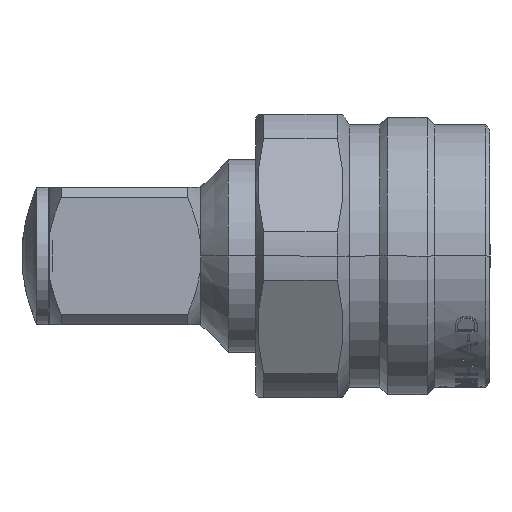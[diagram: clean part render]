
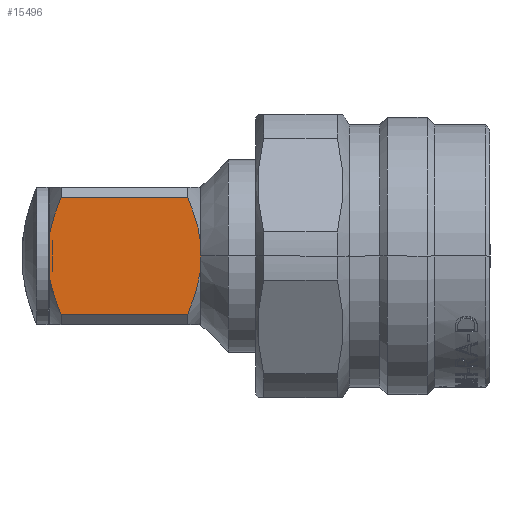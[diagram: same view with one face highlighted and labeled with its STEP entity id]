
A CAD part, left-side view. The second image highlights one B-rep face of the part: STEP entity #15496.
In plain terms, the highlighted planar face has unit normal (-1, 0, 0).
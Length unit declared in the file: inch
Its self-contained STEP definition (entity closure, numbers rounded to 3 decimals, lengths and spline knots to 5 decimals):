
#527 = EDGE_CURVE ( 'NONE', #34727, #6697, #8659, .T. ) ;
#990 = AXIS2_PLACEMENT_3D ( 'NONE', #12977, #48031, #12465 ) ;
#1938 = CARTESIAN_POINT ( 'NONE',  ( -0.19708, -0.82724, -0.04996 ) ) ;
#2981 = VERTEX_POINT ( 'NONE', #46233 ) ;
#3008 = CARTESIAN_POINT ( 'NONE',  ( -0.19708, -0.82583, 0.0128 ) ) ;
#3181 = CARTESIAN_POINT ( 'NONE',  ( -0.19708, -0.85467, 0.14634 ) ) ;
#4427 = FACE_OUTER_BOUND ( 'NONE', #7708, .T. ) ;
#4515 = CARTESIAN_POINT ( 'NONE',  ( -0.19708, -0.82583, 0.19685 ) ) ;
#4784 = CARTESIAN_POINT ( 'NONE',  ( -0.19708, -1.21137, -0.16685 ) ) ;
#4951 = CARTESIAN_POINT ( 'NONE',  ( -0.19708, -1.22466, 0.16685 ) ) ;
#5095 = DIRECTION ( 'NONE',  ( 0., 0., -1. ) ) ;
#5631 = VERTEX_POINT ( 'NONE', #42306 ) ;
#6379 = EDGE_CURVE ( 'NONE', #6697, #38089, #47118, .T. ) ;
#6697 = VERTEX_POINT ( 'NONE', #37088 ) ;
#7043 = VECTOR ( 'NONE', #25286, 39.37008 ) ;
#7235 = VECTOR ( 'NONE', #25870, 39.37008 ) ;
#7708 = EDGE_LOOP ( 'NONE', ( #35977, #11998, #51203, #46052, #43535, #14265, #33433, #45996, #34381, #19954 ) ) ;
#7897 = B_SPLINE_CURVE_WITH_KNOTS ( 'NONE', 3,
 ( #44515, #1938, #16970, #17743, #32820, #13876, #48680, #42399 ),
 .UNSPECIFIED., .F., .F.,
 ( 4, 2, 2, 4 ),
 ( 0.01311, 0.01397, 0.01482, 0.01652 ),
 .UNSPECIFIED. ) ;
#7999 = DIRECTION ( 'NONE',  ( 0., 0., -1. ) ) ;
#8385 = CARTESIAN_POINT ( 'NONE',  ( -0.19708, -0.82583, 0.03881 ) ) ;
#8659 = LINE ( 'NONE', #4784, #38136 ) ;
#8916 = DIRECTION ( 'NONE',  ( 0., -1., 0. ) ) ;
#9759 = CARTESIAN_POINT ( 'NONE',  ( -0.19708, -0.82583, 0.19685 ) ) ;
#10843 = EDGE_CURVE ( 'NONE', #41422, #36250, #16301, .T. ) ;
#11554 = VERTEX_POINT ( 'NONE', #8385 ) ;
#11998 = ORIENTED_EDGE ( 'NONE', *, *, #527, .T. ) ;
#12465 = DIRECTION ( 'NONE',  ( 0., 1., 0. ) ) ;
#12759 = B_SPLINE_CURVE_WITH_KNOTS ( 'NONE', 3,
 ( #42609, #14579, #22363, #26504, #43121, #14837 ),
 .UNSPECIFIED., .F., .F.,
 ( 4, 2, 4 ),
 ( 0.01362, 0.01507, 0.01652 ),
 .UNSPECIFIED. ) ;
#12977 = CARTESIAN_POINT ( 'NONE',  ( -0.19708, -1.259, 0.19685 ) ) ;
#13876 = CARTESIAN_POINT ( 'NONE',  ( -0.19708, -0.84677, -0.1255 ) ) ;
#14265 = ORIENTED_EDGE ( 'NONE', *, *, #10843, .T. ) ;
#14579 = CARTESIAN_POINT ( 'NONE',  ( -0.19708, -1.25549, 0.07766 ) ) ;
#14837 = CARTESIAN_POINT ( 'NONE',  ( -0.19708, -1.22466, 0.16685 ) ) ;
#15496 = ADVANCED_FACE ( 'NONE', ( #4427 ), #32681, .F. ) ;
#15925 = CARTESIAN_POINT ( 'NONE',  ( -0.19708, -1.259, -0.05895 ) ) ;
#16301 = LINE ( 'NONE', #32140, #7235 ) ;
#16970 = CARTESIAN_POINT ( 'NONE',  ( -0.19708, -0.82924, -0.06106 ) ) ;
#17329 = VERTEX_POINT ( 'NONE', #18637 ) ;
#17743 = CARTESIAN_POINT ( 'NONE',  ( -0.19708, -0.83412, -0.08286 ) ) ;
#18449 = CARTESIAN_POINT ( 'NONE',  ( -0.19708, -0.86334, 0.16685 ) ) ;
#18637 = CARTESIAN_POINT ( 'NONE',  ( -0.19708, -0.82583, -0.03881 ) ) ;
#19487 = CARTESIAN_POINT ( 'NONE',  ( -0.19708, -0.82583, 0.03881 ) ) ;
#19577 = CARTESIAN_POINT ( 'NONE',  ( -0.19708, -1.25725, -0.06828 ) ) ;
#19954 = ORIENTED_EDGE ( 'NONE', *, *, #43756, .T. ) ;
#22363 = CARTESIAN_POINT ( 'NONE',  ( -0.19708, -1.25055, 0.0959 ) ) ;
#25286 = DIRECTION ( 'NONE',  ( 0., 0., -1. ) ) ;
#25870 = DIRECTION ( 'NONE',  ( 0., 1., 0. ) ) ;
#25928 = CARTESIAN_POINT ( 'NONE',  ( -0.19708, -0.86334, -0.16685 ) ) ;
#26267 = CARTESIAN_POINT ( 'NONE',  ( -0.19708, -0.84678, 0.12553 ) ) ;
#26504 = CARTESIAN_POINT ( 'NONE',  ( -0.19708, -1.23882, 0.13178 ) ) ;
#26752 = CARTESIAN_POINT ( 'NONE',  ( -0.19708, -0.82862, 0.06086 ) ) ;
#27279 = CARTESIAN_POINT ( 'NONE',  ( -0.19708, -0.83375, 0.08291 ) ) ;
#27708 = LINE ( 'NONE', #43553, #33520 ) ;
#28690 = CARTESIAN_POINT ( 'NONE',  ( -0.19708, -1.259, -0.05895 ) ) ;
#30737 = CARTESIAN_POINT ( 'NONE',  ( -0.19708, -1.25512, -0.07758 ) ) ;
#30998 = CARTESIAN_POINT ( 'NONE',  ( -0.19708, -1.24759, -0.10496 ) ) ;
#32140 = CARTESIAN_POINT ( 'NONE',  ( -0.19708, -1.259, 0.16685 ) ) ;
#32681 = PLANE ( 'NONE',  #990 ) ;
#32820 = CARTESIAN_POINT ( 'NONE',  ( -0.19708, -0.83702, -0.0936 ) ) ;
#33433 = ORIENTED_EDGE ( 'NONE', *, *, #50575, .T. ) ;
#33520 = VECTOR ( 'NONE', #7999, 39.37008 ) ;
#34381 = ORIENTED_EDGE ( 'NONE', *, *, #49505, .T. ) ;
#34727 = VERTEX_POINT ( 'NONE', #25928 ) ;
#35977 = ORIENTED_EDGE ( 'NONE', *, *, #37125, .T. ) ;
#36250 = VERTEX_POINT ( 'NONE', #41566 ) ;
#36629 = EDGE_CURVE ( 'NONE', #11554, #46157, #27708, .T. ) ;
#37088 = CARTESIAN_POINT ( 'NONE',  ( -0.19708, -1.22466, -0.16685 ) ) ;
#37124 = EDGE_CURVE ( 'NONE', #5631, #38089, #37483, .T. ) ;
#37125 = EDGE_CURVE ( 'NONE', #17329, #34727, #7897, .T. ) ;
#37483 = LINE ( 'NONE', #40620, #7043 ) ;
#38089 = VERTEX_POINT ( 'NONE', #28690 ) ;
#38136 = VECTOR ( 'NONE', #8916, 39.37008 ) ;
#39314 = CARTESIAN_POINT ( 'NONE',  ( -0.19708, -1.22466, -0.16685 ) ) ;
#39315 = VECTOR ( 'NONE', #5095, 39.37008 ) ;
#39579 = CARTESIAN_POINT ( 'NONE',  ( -0.19708, -1.2503, -0.09591 ) ) ;
#40055 = LINE ( 'NONE', #4515, #46240 ) ;
#40620 = CARTESIAN_POINT ( 'NONE',  ( -0.19708, -1.259, 0.19685 ) ) ;
#41422 = VERTEX_POINT ( 'NONE', #4951 ) ;
#41566 = CARTESIAN_POINT ( 'NONE',  ( -0.19708, -0.86334, 0.16685 ) ) ;
#42306 = CARTESIAN_POINT ( 'NONE',  ( -0.19708, -1.259, 0.05895 ) ) ;
#42399 = CARTESIAN_POINT ( 'NONE',  ( -0.19708, -0.86334, -0.16685 ) ) ;
#42609 = CARTESIAN_POINT ( 'NONE',  ( -0.19708, -1.259, 0.05895 ) ) ;
#43088 = B_SPLINE_CURVE_WITH_KNOTS ( 'NONE', 3,
 ( #18449, #3181, #26267, #27279, #26752, #19487 ),
 .UNSPECIFIED., .F., .F.,
 ( 4, 2, 4 ),
 ( 0.00773, 0.00943, 0.01113 ),
 .UNSPECIFIED. ) ;
#43121 = CARTESIAN_POINT ( 'NONE',  ( -0.19708, -1.23203, 0.14941 ) ) ;
#43464 = CARTESIAN_POINT ( 'NONE',  ( -0.19708, -1.23879, -0.13187 ) ) ;
#43535 = ORIENTED_EDGE ( 'NONE', *, *, #50525, .T. ) ;
#43553 = CARTESIAN_POINT ( 'NONE',  ( -0.19708, -0.82583, 0.19685 ) ) ;
#43756 = EDGE_CURVE ( 'NONE', #2981, #17329, #43785, .T. ) ;
#43785 = LINE ( 'NONE', #9759, #39315 ) ;
#44515 = CARTESIAN_POINT ( 'NONE',  ( -0.19708, -0.82583, -0.03881 ) ) ;
#45996 = ORIENTED_EDGE ( 'NONE', *, *, #36629, .T. ) ;
#46052 = ORIENTED_EDGE ( 'NONE', *, *, #37124, .F. ) ;
#46157 = VERTEX_POINT ( 'NONE', #3008 ) ;
#46233 = CARTESIAN_POINT ( 'NONE',  ( -0.19708, -0.82583, -0.0128 ) ) ;
#46240 = VECTOR ( 'NONE', #48102, 39.37008 ) ;
#47118 = B_SPLINE_CURVE_WITH_KNOTS ( 'NONE', 3,
 ( #39314, #51244, #43464, #30998, #39579, #30737, #19577, #15925 ),
 .UNSPECIFIED., .F., .F.,
 ( 4, 2, 2, 4 ),
 ( 0.00772, 0.00916, 0.00988, 0.0106 ),
 .UNSPECIFIED. ) ;
#48031 = DIRECTION ( 'NONE',  ( 1., 0., 0. ) ) ;
#48102 = DIRECTION ( 'NONE',  ( 0., 0., -1. ) ) ;
#48680 = CARTESIAN_POINT ( 'NONE',  ( -0.19708, -0.85466, -0.1463 ) ) ;
#49505 = EDGE_CURVE ( 'NONE', #46157, #2981, #40055, .T. ) ;
#50525 = EDGE_CURVE ( 'NONE', #5631, #41422, #12759, .T. ) ;
#50575 = EDGE_CURVE ( 'NONE', #36250, #11554, #43088, .T. ) ;
#51203 = ORIENTED_EDGE ( 'NONE', *, *, #6379, .T. ) ;
#51244 = CARTESIAN_POINT ( 'NONE',  ( -0.19708, -1.23201, -0.14946 ) ) ;
